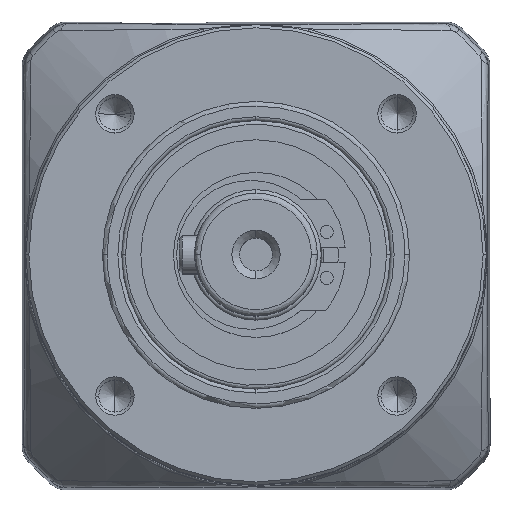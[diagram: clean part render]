
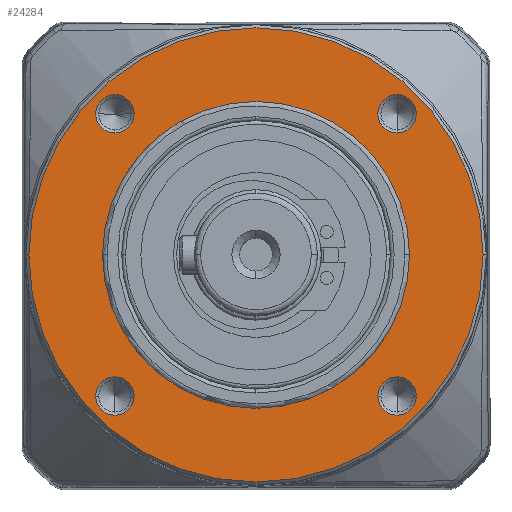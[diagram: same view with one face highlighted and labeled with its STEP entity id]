
A CAD part, top view. The second image highlights one B-rep face of the part: STEP entity #24284.
In plain terms, the highlighted planar face has unit normal (0, 0, 1).
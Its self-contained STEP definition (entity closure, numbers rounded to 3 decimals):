
#276 = CIRCLE ( 'NONE', #4540, 2.5 ) ;
#327 = VERTEX_POINT ( 'NONE', #18971 ) ;
#410 = DIRECTION ( 'NONE',  ( 1., 0., 0. ) ) ;
#775 = AXIS2_PLACEMENT_3D ( 'NONE', #26072, #13305, #410 ) ;
#828 = CARTESIAN_POINT ( 'NONE',  ( 20., 0., 25.5 ) ) ;
#2054 = CIRCLE ( 'NONE', #13362, 20. ) ;
#2627 = DIRECTION ( 'NONE',  ( 0., 0., -1. ) ) ;
#3298 = DIRECTION ( 'NONE',  ( 0., 0., -1. ) ) ;
#3450 = CARTESIAN_POINT ( 'NONE',  ( -18.385, 15.885, 25.5 ) ) ;
#3875 = EDGE_CURVE ( 'NONE', #19054, #19402, #14440, .T. ) ;
#3916 = VERTEX_POINT ( 'NONE', #26136 ) ;
#3917 = ORIENTED_EDGE ( 'NONE', *, *, #16491, .T. ) ;
#4540 = AXIS2_PLACEMENT_3D ( 'NONE', #20606, #24747, #24723 ) ;
#4658 = EDGE_LOOP ( 'NONE', ( #3917, #18326 ) ) ;
#4732 = ORIENTED_EDGE ( 'NONE', *, *, #3875, .T. ) ;
#5397 = DIRECTION ( 'NONE',  ( 0., 0., -1. ) ) ;
#5430 = CARTESIAN_POINT ( 'NONE',  ( 20.885, -18.385, 25.5 ) ) ;
#5612 = CIRCLE ( 'NONE', #26626, 2.5 ) ;
#5841 = FACE_BOUND ( 'NONE', #9116, .T. ) ;
#6068 = FACE_BOUND ( 'NONE', #22814, .T. ) ;
#6112 = DIRECTION ( 'NONE',  ( 0., 0., -1. ) ) ;
#6117 = FACE_BOUND ( 'NONE', #18077, .T. ) ;
#6171 = FACE_BOUND ( 'NONE', #4658, .T. ) ;
#6383 = FACE_OUTER_BOUND ( 'NONE', #18701, .T. ) ;
#6411 = FACE_BOUND ( 'NONE', #12680, .T. ) ;
#6416 = DIRECTION ( 'NONE',  ( -1., 0., 0. ) ) ;
#6426 = DIRECTION ( 'NONE',  ( 0., 0., -1. ) ) ;
#6441 = CARTESIAN_POINT ( 'NONE',  ( 0., 0., 25.5 ) ) ;
#6841 = VERTEX_POINT ( 'NONE', #9375 ) ;
#6868 = ORIENTED_EDGE ( 'NONE', *, *, #21512, .F. ) ;
#7474 = EDGE_CURVE ( 'NONE', #15872, #327, #5612, .T. ) ;
#7791 = DIRECTION ( 'NONE',  ( -1., 0., 0. ) ) ;
#7825 = DIRECTION ( 'NONE',  ( 0., 0., -1. ) ) ;
#7857 = CARTESIAN_POINT ( 'NONE',  ( 0., 0., 25.5 ) ) ;
#7891 = CARTESIAN_POINT ( 'NONE',  ( 18.385, 18.385, 25.5 ) ) ;
#8121 = VERTEX_POINT ( 'NONE', #9322 ) ;
#8690 = AXIS2_PLACEMENT_3D ( 'NONE', #18938, #6112, #21116 ) ;
#8834 = ORIENTED_EDGE ( 'NONE', *, *, #9679, .F. ) ;
#9116 = EDGE_LOOP ( 'NONE', ( #11976, #15818 ) ) ;
#9322 = CARTESIAN_POINT ( 'NONE',  ( -20., 0., 25.5 ) ) ;
#9375 = CARTESIAN_POINT ( 'NONE',  ( 18.385, 20.885, 25.5 ) ) ;
#9537 = DIRECTION ( 'NONE',  ( 1., 0., 0. ) ) ;
#9679 = EDGE_CURVE ( 'NONE', #19234, #15800, #11974, .T. ) ;
#10012 = DIRECTION ( 'NONE',  ( 0., -1., 0. ) ) ;
#10175 = CIRCLE ( 'NONE', #11552, 2.5 ) ;
#10749 = AXIS2_PLACEMENT_3D ( 'NONE', #18249, #5397, #20413 ) ;
#10763 = CIRCLE ( 'NONE', #22866, 20. ) ;
#11136 = CIRCLE ( 'NONE', #8690, 2.5 ) ;
#11552 = AXIS2_PLACEMENT_3D ( 'NONE', #14219, #14185, #14147 ) ;
#11715 = VERTEX_POINT ( 'NONE', #828 ) ;
#11974 = CIRCLE ( 'NONE', #18691, 29.6 ) ;
#11976 = ORIENTED_EDGE ( 'NONE', *, *, #22999, .T. ) ;
#12278 = AXIS2_PLACEMENT_3D ( 'NONE', #20265, #22436, #9537 ) ;
#12346 = CARTESIAN_POINT ( 'NONE',  ( -18.385, 20.885, 25.5 ) ) ;
#12663 = EDGE_CURVE ( 'NONE', #11715, #8121, #10763, .T. ) ;
#12680 = EDGE_LOOP ( 'NONE', ( #13614, #27526 ) ) ;
#13223 = EDGE_CURVE ( 'NONE', #19402, #19054, #276, .T. ) ;
#13305 = DIRECTION ( 'NONE',  ( 0., 0., -1. ) ) ;
#13362 = AXIS2_PLACEMENT_3D ( 'NONE', #15512, #2627, #17682 ) ;
#13427 = CARTESIAN_POINT ( 'NONE',  ( -20.885, -18.385, 25.5 ) ) ;
#13525 = CIRCLE ( 'NONE', #19084, 29.6 ) ;
#13614 = ORIENTED_EDGE ( 'NONE', *, *, #23837, .T. ) ;
#13772 = PLANE ( 'NONE',  #12278 ) ;
#14147 = DIRECTION ( 'NONE',  ( 1., 0., 0. ) ) ;
#14185 = DIRECTION ( 'NONE',  ( 0., 0., -1. ) ) ;
#14219 = CARTESIAN_POINT ( 'NONE',  ( 18.385, -18.385, 25.5 ) ) ;
#14435 = CIRCLE ( 'NONE', #26359, 2.5 ) ;
#14440 = CIRCLE ( 'NONE', #27267, 2.5 ) ;
#15512 = CARTESIAN_POINT ( 'NONE',  ( 0., 0., 25.5 ) ) ;
#15723 = CARTESIAN_POINT ( 'NONE',  ( 29.6, 0., 25.5 ) ) ;
#15800 = VERTEX_POINT ( 'NONE', #15723 ) ;
#15818 = ORIENTED_EDGE ( 'NONE', *, *, #27447, .T. ) ;
#15872 = VERTEX_POINT ( 'NONE', #13427 ) ;
#16117 = CIRCLE ( 'NONE', #10749, 2.5 ) ;
#16179 = CARTESIAN_POINT ( 'NONE',  ( 0., 0., 25.5 ) ) ;
#16491 = EDGE_CURVE ( 'NONE', #17492, #23106, #10175, .T. ) ;
#17337 = DIRECTION ( 'NONE',  ( 1., 0., 0. ) ) ;
#17364 = DIRECTION ( 'NONE',  ( 0., 0., -1. ) ) ;
#17399 = CARTESIAN_POINT ( 'NONE',  ( -18.385, -18.385, 25.5 ) ) ;
#17492 = VERTEX_POINT ( 'NONE', #5430 ) ;
#17682 = DIRECTION ( 'NONE',  ( -1., 0., 0. ) ) ;
#18077 = EDGE_LOOP ( 'NONE', ( #4732, #22357 ) ) ;
#18249 = CARTESIAN_POINT ( 'NONE',  ( 18.385, 18.385, 25.5 ) ) ;
#18326 = ORIENTED_EDGE ( 'NONE', *, *, #26573, .T. ) ;
#18340 = DIRECTION ( 'NONE',  ( -1., 0., 0. ) ) ;
#18691 = AXIS2_PLACEMENT_3D ( 'NONE', #7857, #7825, #7791 ) ;
#18701 = EDGE_LOOP ( 'NONE', ( #8834, #6868 ) ) ;
#18938 = CARTESIAN_POINT ( 'NONE',  ( -18.385, -18.385, 25.5 ) ) ;
#18971 = CARTESIAN_POINT ( 'NONE',  ( -15.885, -18.385, 25.5 ) ) ;
#19054 = VERTEX_POINT ( 'NONE', #3450 ) ;
#19084 = AXIS2_PLACEMENT_3D ( 'NONE', #16179, #3298, #18340 ) ;
#19234 = VERTEX_POINT ( 'NONE', #23899 ) ;
#19358 = ORIENTED_EDGE ( 'NONE', *, *, #7474, .T. ) ;
#19402 = VERTEX_POINT ( 'NONE', #12346 ) ;
#20265 = CARTESIAN_POINT ( 'NONE',  ( 0., 0., 25.5 ) ) ;
#20413 = DIRECTION ( 'NONE',  ( 0., -1., 0. ) ) ;
#20606 = CARTESIAN_POINT ( 'NONE',  ( -18.385, 18.385, 25.5 ) ) ;
#21116 = DIRECTION ( 'NONE',  ( 1., 0., 0. ) ) ;
#21512 = EDGE_CURVE ( 'NONE', #15800, #19234, #13525, .T. ) ;
#22357 = ORIENTED_EDGE ( 'NONE', *, *, #13223, .T. ) ;
#22436 = DIRECTION ( 'NONE',  ( 0., 0., 1. ) ) ;
#22814 = EDGE_LOOP ( 'NONE', ( #27191, #19358 ) ) ;
#22866 = AXIS2_PLACEMENT_3D ( 'NONE', #6441, #6426, #6416 ) ;
#22889 = DIRECTION ( 'NONE',  ( 0., 0., -1. ) ) ;
#22999 = EDGE_CURVE ( 'NONE', #3916, #6841, #14435, .T. ) ;
#23093 = EDGE_CURVE ( 'NONE', #327, #15872, #11136, .T. ) ;
#23106 = VERTEX_POINT ( 'NONE', #27335 ) ;
#23837 = EDGE_CURVE ( 'NONE', #8121, #11715, #2054, .T. ) ;
#23899 = CARTESIAN_POINT ( 'NONE',  ( -29.6, 0., 25.5 ) ) ;
#24284 = ADVANCED_FACE ( 'NONE', ( #6171, #6068, #6117, #5841, #6383, #6411 ), #13772, .T. ) ;
#24723 = DIRECTION ( 'NONE',  ( 0., -1., 0. ) ) ;
#24747 = DIRECTION ( 'NONE',  ( 0., 0., -1. ) ) ;
#26072 = CARTESIAN_POINT ( 'NONE',  ( 18.385, -18.385, 25.5 ) ) ;
#26136 = CARTESIAN_POINT ( 'NONE',  ( 18.385, 15.885, 25.5 ) ) ;
#26242 = DIRECTION ( 'NONE',  ( 0., -1., 0. ) ) ;
#26267 = DIRECTION ( 'NONE',  ( 0., 0., -1. ) ) ;
#26269 = CARTESIAN_POINT ( 'NONE',  ( -18.385, 18.385, 25.5 ) ) ;
#26359 = AXIS2_PLACEMENT_3D ( 'NONE', #7891, #22889, #10012 ) ;
#26573 = EDGE_CURVE ( 'NONE', #23106, #17492, #27246, .T. ) ;
#26626 = AXIS2_PLACEMENT_3D ( 'NONE', #17399, #17364, #17337 ) ;
#27191 = ORIENTED_EDGE ( 'NONE', *, *, #23093, .T. ) ;
#27246 = CIRCLE ( 'NONE', #775, 2.5 ) ;
#27267 = AXIS2_PLACEMENT_3D ( 'NONE', #26269, #26267, #26242 ) ;
#27335 = CARTESIAN_POINT ( 'NONE',  ( 15.885, -18.385, 25.5 ) ) ;
#27447 = EDGE_CURVE ( 'NONE', #6841, #3916, #16117, .T. ) ;
#27526 = ORIENTED_EDGE ( 'NONE', *, *, #12663, .T. ) ;
